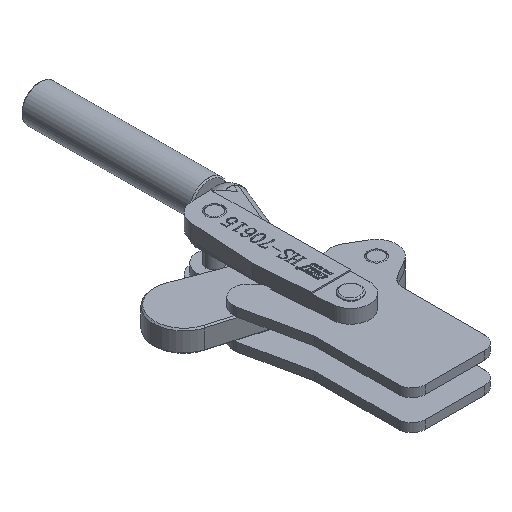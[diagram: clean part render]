
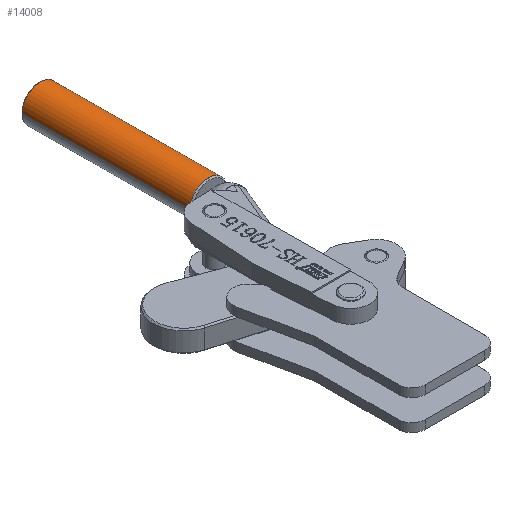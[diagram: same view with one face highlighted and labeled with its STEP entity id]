
A CAD part, isometric view. The second image highlights one B-rep face of the part: STEP entity #14008.
In plain terms, the highlighted cylindrical face has radius 13.5 mm (diameter 27 mm), a partial arc.
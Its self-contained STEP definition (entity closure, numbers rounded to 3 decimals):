
#912 = DIRECTION ( 'NONE',  ( -1., 0., 0. ) ) ;
#913 = DIRECTION ( 'NONE',  ( 0., 1., 0. ) ) ;
#915 = CARTESIAN_POINT ( 'NONE',  ( 32.8, 215.639, 0. ) ) ;
#2535 = VERTEX_POINT ( 'NONE', #17407 ) ;
#2536 = VERTEX_POINT ( 'NONE', #17408 ) ;
#2537 = VERTEX_POINT ( 'NONE', #17409 ) ;
#2541 = VERTEX_POINT ( 'NONE', #17413 ) ;
#2548 = VERTEX_POINT ( 'NONE', #17420 ) ;
#2549 = VERTEX_POINT ( 'NONE', #17421 ) ;
#4202 = LINE ( 'NONE', #14620, #4209 ) ;
#4209 = VECTOR ( 'NONE', #14622, 1000. ) ;
#4217 = CIRCLE ( 'NONE', #22512, 13.5 ) ;
#4243 = CIRCLE ( 'NONE', #22516, 13.5 ) ;
#4292 = CIRCLE ( 'NONE', #22517, 13.5 ) ;
#4294 = LINE ( 'NONE', #14686, #4300 ) ;
#4300 = VECTOR ( 'NONE', #14685, 1000. ) ;
#4318 = CIRCLE ( 'NONE', #22520, 13.5 ) ;
#5065 = FACE_OUTER_BOUND ( 'NONE', #12746, .T. ) ;
#5070 = CYLINDRICAL_SURFACE ( 'NONE', #14361, 13.5 ) ;
#11222 = EDGE_CURVE ( 'NONE', #2549, #2548, #4202, .T. ) ;
#11237 = EDGE_CURVE ( 'NONE', #2535, #2541, #4217, .T. ) ;
#11272 = EDGE_CURVE ( 'NONE', #2549, #2535, #4243, .T. ) ;
#11274 = EDGE_CURVE ( 'NONE', #2541, #2536, #4294, .T. ) ;
#11278 = EDGE_CURVE ( 'NONE', #2537, #2548, #4292, .T. ) ;
#11289 = EDGE_CURVE ( 'NONE', #2536, #2537, #4318, .T. ) ;
#12746 = EDGE_LOOP ( 'NONE', ( #19032, #19033, #19034, #19035, #19036, #19037 ) ) ;
#14008 = ADVANCED_FACE ( 'NONE', ( #5065 ), #5070, .T. ) ;
#14361 = AXIS2_PLACEMENT_3D ( 'NONE', #915, #913, #912 ) ;
#14620 = CARTESIAN_POINT ( 'NONE',  ( 19.3, 215.639, 0. ) ) ;
#14622 = DIRECTION ( 'NONE',  ( 0., 1., 0. ) ) ;
#14651 = CARTESIAN_POINT ( 'NONE',  ( 32.8, 136.7, 0. ) ) ;
#14652 = DIRECTION ( 'NONE',  ( 0., 1., 0. ) ) ;
#14653 = DIRECTION ( 'NONE',  ( 0., 0., 1. ) ) ;
#14685 = DIRECTION ( 'NONE',  ( 0., 1., 0. ) ) ;
#14686 = CARTESIAN_POINT ( 'NONE',  ( 46.3, 215.639, 0. ) ) ;
#14691 = CARTESIAN_POINT ( 'NONE',  ( 32.8, 136.7, 0. ) ) ;
#14692 = DIRECTION ( 'NONE',  ( 0., 1., 0. ) ) ;
#14693 = DIRECTION ( 'NONE',  ( 0., 0., 1. ) ) ;
#14698 = CARTESIAN_POINT ( 'NONE',  ( 32.8, 259.7, 0. ) ) ;
#14699 = DIRECTION ( 'NONE',  ( 0., -1., 0. ) ) ;
#14700 = DIRECTION ( 'NONE',  ( 0., 0., -1. ) ) ;
#14710 = CARTESIAN_POINT ( 'NONE',  ( 32.8, 259.7, 0. ) ) ;
#14711 = DIRECTION ( 'NONE',  ( 0., -1., 0. ) ) ;
#14712 = DIRECTION ( 'NONE',  ( 0., 0., -1. ) ) ;
#17407 = CARTESIAN_POINT ( 'NONE',  ( 32.8, 136.7, 13.5 ) ) ;
#17408 = CARTESIAN_POINT ( 'NONE',  ( 46.3, 259.7, 0. ) ) ;
#17409 = CARTESIAN_POINT ( 'NONE',  ( 32.8, 259.7, 13.5 ) ) ;
#17413 = CARTESIAN_POINT ( 'NONE',  ( 46.3, 136.7, 0. ) ) ;
#17420 = CARTESIAN_POINT ( 'NONE',  ( 19.3, 259.7, 0. ) ) ;
#17421 = CARTESIAN_POINT ( 'NONE',  ( 19.3, 136.7, 0. ) ) ;
#19032 = ORIENTED_EDGE ( 'NONE', *, *, #11272, .T. ) ;
#19033 = ORIENTED_EDGE ( 'NONE', *, *, #11237, .T. ) ;
#19034 = ORIENTED_EDGE ( 'NONE', *, *, #11274, .T. ) ;
#19035 = ORIENTED_EDGE ( 'NONE', *, *, #11289, .T. ) ;
#19036 = ORIENTED_EDGE ( 'NONE', *, *, #11278, .T. ) ;
#19037 = ORIENTED_EDGE ( 'NONE', *, *, #11222, .F. ) ;
#22512 = AXIS2_PLACEMENT_3D ( 'NONE', #14651, #14652, #14653 ) ;
#22516 = AXIS2_PLACEMENT_3D ( 'NONE', #14691, #14692, #14693 ) ;
#22517 = AXIS2_PLACEMENT_3D ( 'NONE', #14698, #14699, #14700 ) ;
#22520 = AXIS2_PLACEMENT_3D ( 'NONE', #14710, #14711, #14712 ) ;
